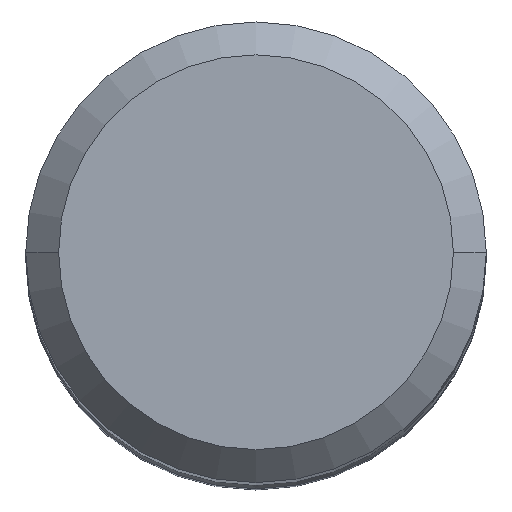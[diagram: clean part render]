
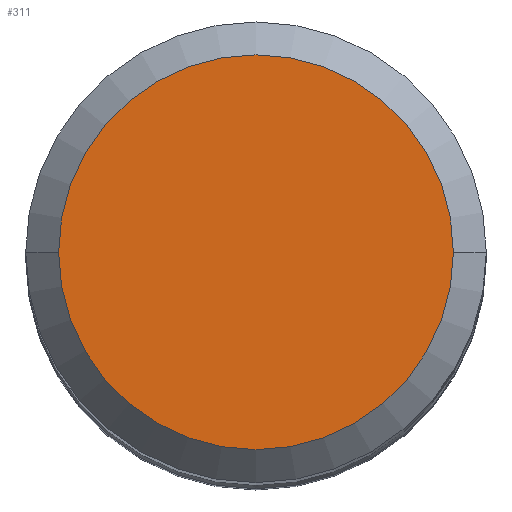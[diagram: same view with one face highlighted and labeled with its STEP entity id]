
A CAD part, top view. The second image highlights one B-rep face of the part: STEP entity #311.
In plain terms, the highlighted planar face has unit normal (0, 0, 1).
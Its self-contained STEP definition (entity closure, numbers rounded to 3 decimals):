
#41=CARTESIAN_POINT('',(0.,0.,45.));
#42=DIRECTION('',(0.,0.,1.));
#43=DIRECTION('',(-1.,0.,0.));
#44=AXIS2_PLACEMENT_3D('',#41,#42,#43);
#50=CARTESIAN_POINT('',(0.,0.,45.));
#51=DIRECTION('',(0.,0.,-1.));
#52=DIRECTION('',(-1.,0.,0.));
#53=AXIS2_PLACEMENT_3D('',#50,#51,#52);
#276=CARTESIAN_POINT('',(-6.,0.,45.));
#277=VERTEX_POINT('',#276);
#286=CARTESIAN_POINT('',(6.,0.,45.));
#287=VERTEX_POINT('',#286);
#300=CARTESIAN_POINT('',(0.,0.,45.));
#301=DIRECTION('',(0.,0.,-1.));
#302=DIRECTION('',(1.,0.,0.));
#303=AXIS2_PLACEMENT_3D('',#300,#301,#302);
#304=PLANE('',#303);
#306=ORIENTED_EDGE('',*,*,#305,.F.);
#308=ORIENTED_EDGE('',*,*,#307,.T.);
#309=EDGE_LOOP('',(#306,#308));
#310=FACE_OUTER_BOUND('',#309,.F.);
#45=CIRCLE('',#44,6.);
#54=CIRCLE('',#53,6.);
#305=EDGE_CURVE('',#277,#287,#45,.T.);
#307=EDGE_CURVE('',#277,#287,#54,.T.);
#311=ADVANCED_FACE('',(#310),#304,.F.);
